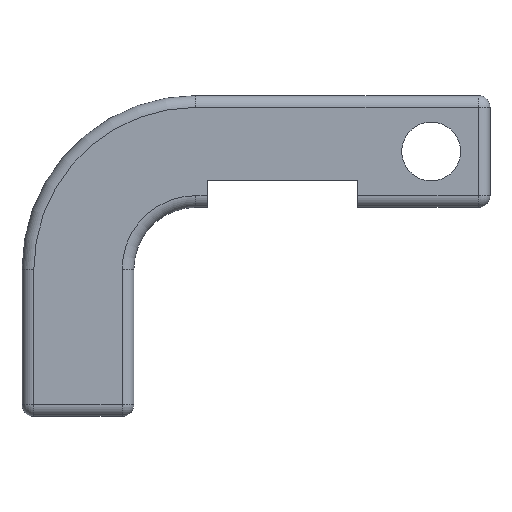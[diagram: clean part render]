
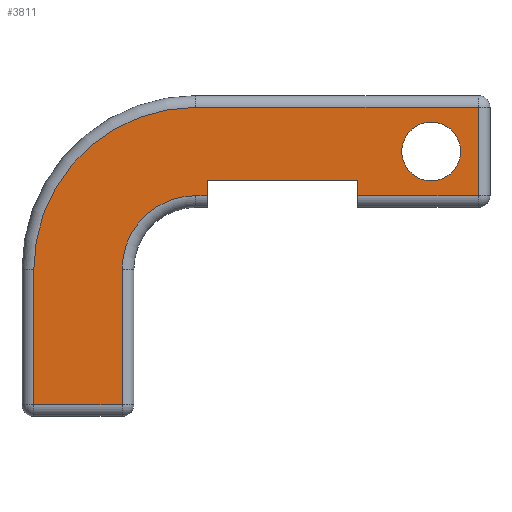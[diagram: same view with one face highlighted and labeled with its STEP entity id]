
A CAD part, front view. The second image highlights one B-rep face of the part: STEP entity #3811.
In plain terms, the highlighted planar face has unit normal (0, -1, 0).
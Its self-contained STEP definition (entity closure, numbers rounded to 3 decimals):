
#220 = AXIS2_PLACEMENT_3D ( 'NONE', #7105, #8090, #8704 ) ;
#249 = ORIENTED_EDGE ( 'NONE', *, *, #9319, .T. ) ;
#303 = DIRECTION ( 'NONE',  ( 0., 0., -1. ) ) ;
#361 = LINE ( 'NONE', #2780, #9956 ) ;
#464 = LINE ( 'NONE', #3991, #7993 ) ;
#469 = VERTEX_POINT ( 'NONE', #11357 ) ;
#595 = CIRCLE ( 'NONE', #220, 12.5 ) ;
#610 = VECTOR ( 'NONE', #6227, 1000. ) ;
#679 = DIRECTION ( 'NONE',  ( 0., 0., 1. ) ) ;
#684 = CARTESIAN_POINT ( 'NONE',  ( -52.5, 0., -20. ) ) ;
#708 = CARTESIAN_POINT ( 'NONE',  ( -38., 0., -5. ) ) ;
#1091 = DIRECTION ( 'NONE',  ( 0., 0., -1. ) ) ;
#1153 = EDGE_CURVE ( 'NONE', #5453, #4974, #595, .T. ) ;
#1670 = CARTESIAN_POINT ( 'NONE',  ( -38., 0., -7.5 ) ) ;
#1697 = EDGE_CURVE ( 'NONE', #4974, #8644, #5312, .T. ) ;
#1743 = DIRECTION ( 'NONE',  ( 1., 0., 0. ) ) ;
#2052 = DIRECTION ( 'NONE',  ( 0., 1., 0. ) ) ;
#2433 = CARTESIAN_POINT ( 'NONE',  ( -40., 0., -7.5 ) ) ;
#2541 = CARTESIAN_POINT ( 'NONE',  ( 10., 0., -7.5 ) ) ;
#2633 = CARTESIAN_POINT ( 'NONE',  ( -38., 0., -5. ) ) ;
#2647 = EDGE_CURVE ( 'NONE', #4119, #9586, #3741, .T. ) ;
#2780 = CARTESIAN_POINT ( 'NONE',  ( -67.5, 0., -45. ) ) ;
#2935 = LINE ( 'NONE', #5432, #7065 ) ;
#3033 = EDGE_LOOP ( 'NONE', ( #6042, #10934, #249, #8934, #7838, #3452, #9697, #8349, #8417, #7495, #8309, #6277 ) ) ;
#3050 = DIRECTION ( 'NONE',  ( 1., 0., 0. ) ) ;
#3063 = EDGE_CURVE ( 'NONE', #7767, #4119, #4743, .T. ) ;
#3109 = PLANE ( 'NONE',  #4276 ) ;
#3131 = DIRECTION ( 'NONE',  ( 0., -1., 0. ) ) ;
#3350 = DIRECTION ( 'NONE',  ( 0., 0., 1. ) ) ;
#3363 = VECTOR ( 'NONE', #3050, 1000. ) ;
#3409 = VERTEX_POINT ( 'NONE', #10401 ) ;
#3444 = CARTESIAN_POINT ( 'NONE',  ( 8., 0., 7.5 ) ) ;
#3452 = ORIENTED_EDGE ( 'NONE', *, *, #5960, .T. ) ;
#3479 = CARTESIAN_POINT ( 'NONE',  ( 10., 0., -7.5 ) ) ;
#3741 = CIRCLE ( 'NONE', #4120, 27.5 ) ;
#3751 = EDGE_CURVE ( 'NONE', #10939, #7303, #6500, .T. ) ;
#3811 = ADVANCED_FACE ( 'NONE', ( #10119, #6561 ), #3109, .T. ) ;
#3981 = VERTEX_POINT ( 'NONE', #10330 ) ;
#3991 = CARTESIAN_POINT ( 'NONE',  ( 8., 0., 9.5 ) ) ;
#4076 = VERTEX_POINT ( 'NONE', #8781 ) ;
#4119 = VERTEX_POINT ( 'NONE', #5346 ) ;
#4120 = AXIS2_PLACEMENT_3D ( 'NONE', #10827, #3131, #5598 ) ;
#4204 = DIRECTION ( 'NONE',  ( 0., 1., 0. ) ) ;
#4276 = AXIS2_PLACEMENT_3D ( 'NONE', #4739, #8231, #7364 ) ;
#4401 = LINE ( 'NONE', #7958, #610 ) ;
#4558 = EDGE_CURVE ( 'NONE', #469, #3409, #11123, .T. ) ;
#4724 = CARTESIAN_POINT ( 'NONE',  ( 0., 0., 0. ) ) ;
#4739 = CARTESIAN_POINT ( 'NONE',  ( -40., 0., -20. ) ) ;
#4743 = LINE ( 'NONE', #10807, #4813 ) ;
#4813 = VECTOR ( 'NONE', #6565, 1000. ) ;
#4852 = CARTESIAN_POINT ( 'NONE',  ( -50.5, 0., -43. ) ) ;
#4903 = VECTOR ( 'NONE', #1091, 1000. ) ;
#4974 = VERTEX_POINT ( 'NONE', #2433 ) ;
#5199 = CARTESIAN_POINT ( 'NONE',  ( -12.5, 0., -5. ) ) ;
#5312 = LINE ( 'NONE', #3479, #9227 ) ;
#5346 = CARTESIAN_POINT ( 'NONE',  ( -40., 0., 7.5 ) ) ;
#5432 = CARTESIAN_POINT ( 'NONE',  ( -12.5, 0., -5. ) ) ;
#5453 = VERTEX_POINT ( 'NONE', #684 ) ;
#5559 = CIRCLE ( 'NONE', #5915, 5. ) ;
#5598 = DIRECTION ( 'NONE',  ( 0., 0., -1. ) ) ;
#5915 = AXIS2_PLACEMENT_3D ( 'NONE', #4724, #2052, #10159 ) ;
#5932 = CARTESIAN_POINT ( 'NONE',  ( -52.5, 0., -43. ) ) ;
#5960 = EDGE_CURVE ( 'NONE', #9586, #10939, #361, .T. ) ;
#6042 = ORIENTED_EDGE ( 'NONE', *, *, #6529, .T. ) ;
#6227 = DIRECTION ( 'NONE',  ( 0., 0., 1. ) ) ;
#6239 = ORIENTED_EDGE ( 'NONE', *, *, #4558, .T. ) ;
#6277 = ORIENTED_EDGE ( 'NONE', *, *, #6384, .F. ) ;
#6322 = EDGE_CURVE ( 'NONE', #7303, #5453, #4401, .T. ) ;
#6384 = EDGE_CURVE ( 'NONE', #4076, #6397, #11275, .T. ) ;
#6397 = VERTEX_POINT ( 'NONE', #708 ) ;
#6500 = LINE ( 'NONE', #4852, #3363 ) ;
#6529 = EDGE_CURVE ( 'NONE', #4076, #3981, #2935, .T. ) ;
#6561 = FACE_BOUND ( 'NONE', #7225, .T. ) ;
#6565 = DIRECTION ( 'NONE',  ( -1., 0., 0. ) ) ;
#7030 = DIRECTION ( 'NONE',  ( -1., 0., 0. ) ) ;
#7065 = VECTOR ( 'NONE', #7317, 1000. ) ;
#7105 = CARTESIAN_POINT ( 'NONE',  ( -40., 0., -20. ) ) ;
#7225 = EDGE_LOOP ( 'NONE', ( #10876, #6239 ) ) ;
#7303 = VERTEX_POINT ( 'NONE', #5932 ) ;
#7317 = DIRECTION ( 'NONE',  ( 0., 0., -1. ) ) ;
#7364 = DIRECTION ( 'NONE',  ( 0., 0., -1. ) ) ;
#7439 = VECTOR ( 'NONE', #7030, 1000. ) ;
#7458 = AXIS2_PLACEMENT_3D ( 'NONE', #7696, #4204, #679 ) ;
#7493 = VECTOR ( 'NONE', #1743, 1000. ) ;
#7495 = ORIENTED_EDGE ( 'NONE', *, *, #1697, .T. ) ;
#7696 = CARTESIAN_POINT ( 'NONE',  ( 0., 0., 0. ) ) ;
#7767 = VERTEX_POINT ( 'NONE', #3444 ) ;
#7838 = ORIENTED_EDGE ( 'NONE', *, *, #2647, .T. ) ;
#7958 = CARTESIAN_POINT ( 'NONE',  ( -52.5, 0., -20. ) ) ;
#7993 = VECTOR ( 'NONE', #3350, 1000. ) ;
#8090 = DIRECTION ( 'NONE',  ( 0., 1., 0. ) ) ;
#8231 = DIRECTION ( 'NONE',  ( 0., -1., 0. ) ) ;
#8309 = ORIENTED_EDGE ( 'NONE', *, *, #9606, .F. ) ;
#8349 = ORIENTED_EDGE ( 'NONE', *, *, #6322, .T. ) ;
#8417 = ORIENTED_EDGE ( 'NONE', *, *, #1153, .T. ) ;
#8503 = CARTESIAN_POINT ( 'NONE',  ( -67.5, 0., -43. ) ) ;
#8644 = VERTEX_POINT ( 'NONE', #1670 ) ;
#8704 = DIRECTION ( 'NONE',  ( 0., 0., -1. ) ) ;
#8721 = CARTESIAN_POINT ( 'NONE',  ( -67.5, 0., -20. ) ) ;
#8781 = CARTESIAN_POINT ( 'NONE',  ( -12.5, 0., -5. ) ) ;
#8934 = ORIENTED_EDGE ( 'NONE', *, *, #3063, .T. ) ;
#9227 = VECTOR ( 'NONE', #9784, 1000. ) ;
#9241 = CARTESIAN_POINT ( 'NONE',  ( 8., 0., -7.5 ) ) ;
#9319 = EDGE_CURVE ( 'NONE', #10925, #7767, #464, .T. ) ;
#9586 = VERTEX_POINT ( 'NONE', #8721 ) ;
#9599 = LINE ( 'NONE', #2541, #7493 ) ;
#9606 = EDGE_CURVE ( 'NONE', #6397, #8644, #10729, .T. ) ;
#9697 = ORIENTED_EDGE ( 'NONE', *, *, #3751, .T. ) ;
#9784 = DIRECTION ( 'NONE',  ( 1., 0., 0. ) ) ;
#9828 = EDGE_CURVE ( 'NONE', #3409, #469, #5559, .T. ) ;
#9956 = VECTOR ( 'NONE', #303, 1000. ) ;
#10119 = FACE_OUTER_BOUND ( 'NONE', #3033, .T. ) ;
#10159 = DIRECTION ( 'NONE',  ( 0., 0., 1. ) ) ;
#10330 = CARTESIAN_POINT ( 'NONE',  ( -12.5, 0., -7.5 ) ) ;
#10401 = CARTESIAN_POINT ( 'NONE',  ( 0., 0., -5. ) ) ;
#10694 = EDGE_CURVE ( 'NONE', #3981, #10925, #9599, .T. ) ;
#10729 = LINE ( 'NONE', #2633, #4903 ) ;
#10807 = CARTESIAN_POINT ( 'NONE',  ( -40., 0., 7.5 ) ) ;
#10827 = CARTESIAN_POINT ( 'NONE',  ( -40., 0., -20. ) ) ;
#10876 = ORIENTED_EDGE ( 'NONE', *, *, #9828, .T. ) ;
#10925 = VERTEX_POINT ( 'NONE', #9241 ) ;
#10934 = ORIENTED_EDGE ( 'NONE', *, *, #10694, .T. ) ;
#10939 = VERTEX_POINT ( 'NONE', #8503 ) ;
#11123 = CIRCLE ( 'NONE', #7458, 5. ) ;
#11275 = LINE ( 'NONE', #5199, #7439 ) ;
#11357 = CARTESIAN_POINT ( 'NONE',  ( 0., 0., 5. ) ) ;
